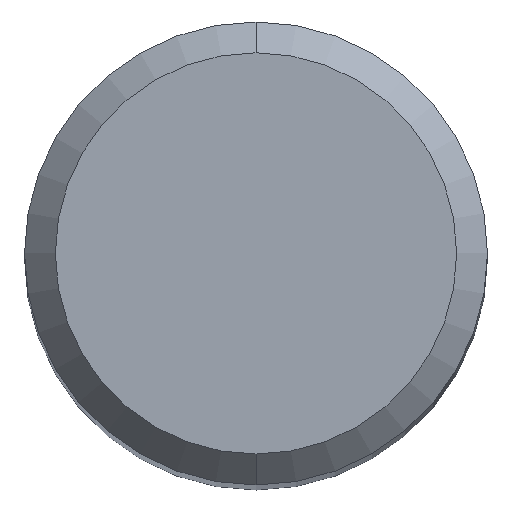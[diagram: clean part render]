
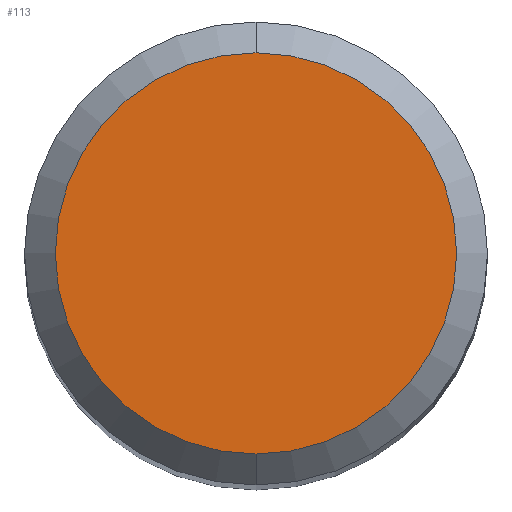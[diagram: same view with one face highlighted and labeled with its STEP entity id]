
A CAD part, top view. The second image highlights one B-rep face of the part: STEP entity #113.
In plain terms, the highlighted planar face has unit normal (0, 0, 1).
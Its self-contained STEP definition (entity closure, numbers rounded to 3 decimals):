
#107=VERTEX_POINT('',#258);
#113=ADVANCED_FACE('',(#264),#265,.T.);
#133=EDGE_CURVE('',#107,#175,#287,.T.);
#175=VERTEX_POINT('',#334);
#217=EDGE_CURVE('',#175,#107,#384,.T.);
#258=CARTESIAN_POINT('',(0.0,2.6,0.0));
#264=FACE_OUTER_BOUND('',#428,.T.);
#265=PLANE('',#429);
#287=CIRCLE('',#456,2.6);
#334=CARTESIAN_POINT('',(0.,-2.6,0.0));
#384=CIRCLE('',#583,2.6);
#428=EDGE_LOOP('',(#609,#610));
#429=AXIS2_PLACEMENT_3D('',#611,#612,#613);
#456=AXIS2_PLACEMENT_3D('',#636,#637,#638);
#583=AXIS2_PLACEMENT_3D('',#778,#779,#780);
#609=ORIENTED_EDGE('',*,*,#133,.F.);
#610=ORIENTED_EDGE('',*,*,#217,.F.);
#611=CARTESIAN_POINT('',(0.0,1.3,0.0));
#612=DIRECTION('',(-0.0,0.0,1.0));
#613=DIRECTION('',(0.0,-1.0,0.0));
#636=CARTESIAN_POINT('',(0.0,0.0,0.0));
#637=DIRECTION('',(0.0,0.0,-1.0));
#638=DIRECTION('',(0.0,1.0,0.0));
#778=CARTESIAN_POINT('',(0.0,0.0,0.0));
#779=DIRECTION('',(0.0,0.0,-1.0));
#780=DIRECTION('',(0.0,1.0,0.0));
